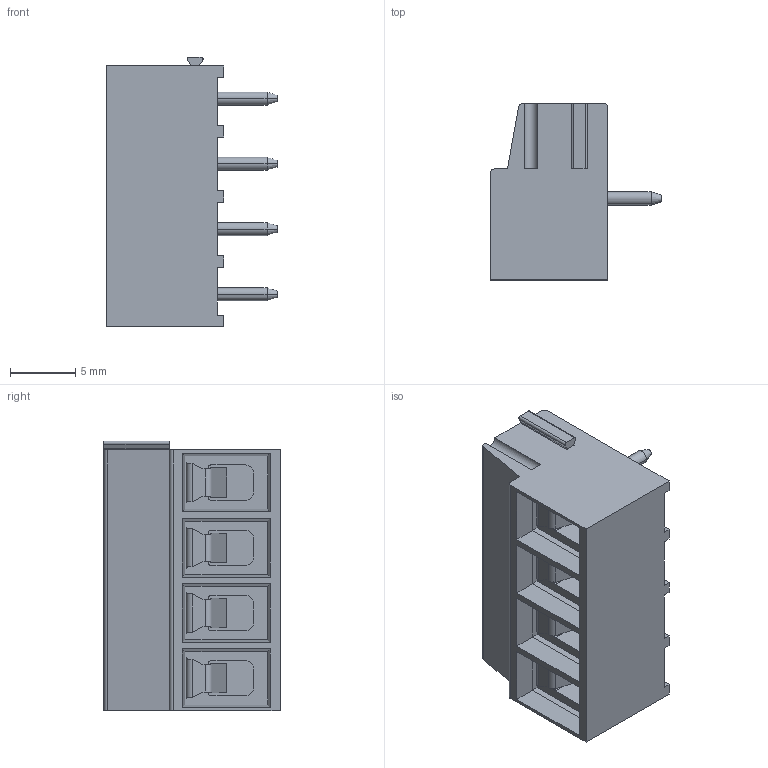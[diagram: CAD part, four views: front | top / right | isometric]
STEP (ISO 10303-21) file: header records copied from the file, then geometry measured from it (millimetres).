
FILE_DESCRIPTION((''),'2;1');
FILE_NAME('PRT0051','2024-11-08T',('yanfa'),(''),'PRO/ENGINEER BY PARAMETRIC TECHNOLOGY CORPORATION, 2009280','PRO/ENGINEER BY PARAMETRIC TECHNOLOGY CORPORATION, 2009280','');
FILE_SCHEMA(('AUTOMOTIVE_DESIGN_CC2 { 1 2 10303 214 -1 1 5 2 }'));
Length unit declared in the file: millimetre
Products named in the file (1): PRT0051
Bounding box: 13.1 x 13.5 x 20.68 mm (x, y, z)
Volume: 1687.3 mm3; surface area: 1935.6 mm2
Topology: 1 solids, 1 shells, 332 faces, 877 edges, 566 vertices
Faces by surface type: plane 189, cylinder 111, cone 24, torus 8
Entity records: 10455 total; most frequent: CARTESIAN_POINT 1992, DIRECTION 1763, ORIENTED_EDGE 1754, EDGE_CURVE 877, VECTOR 591, LINE 591, AXIS2_PLACEMENT_3D 586, VERTEX_POINT 566
